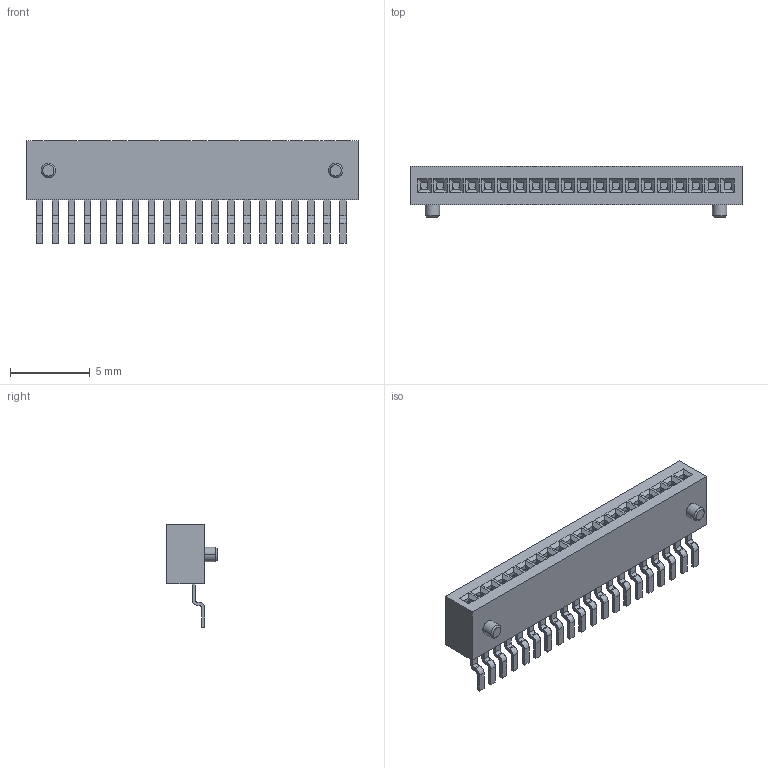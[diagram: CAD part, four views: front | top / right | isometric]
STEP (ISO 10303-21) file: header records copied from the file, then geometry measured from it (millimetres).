
FILE_DESCRIPTION( ('This file contains a STEP AP42 implementation' ,'as created by ZW3D STEP Interface translator.') ,'2;1' );
FILE_NAME( '2537-1XXZXXCUNT2.stp' ,'23 411.165437', (''), ('ZWCAD Software Co.'), 'Version 1.0', 'ZW3D to STEP translator', '' );
FILE_SCHEMA(('AUTOMOTIVE_DESIGN { 1 0 10303 214 1 1 1 1 }'));
Length unit declared in the file: millimetre
Products named in the file (1): 0
Bounding box: 20.8 x 3.2 x 6.4 mm (x, y, z)
Volume: 147.5 mm3; surface area: 710.4 mm2
Topology: 1 solids, 1 shells, 1458 faces, 4126 edges, 2737 vertices
Faces by surface type: plane 968, bspline 264, cylinder 220, cone 6
Entity records: 63935 total; most frequent: CARTESIAN_POINT 32454, ORIENTED_EDGE 8244, EDGE_CURVE 4122, B_SPLINE_CURVE_WITH_KNOTS 3440, DIRECTION 3176, VERTEX_POINT 2728, EDGE_LOOP 1520, FACE_OUTER_BOUND 1458
